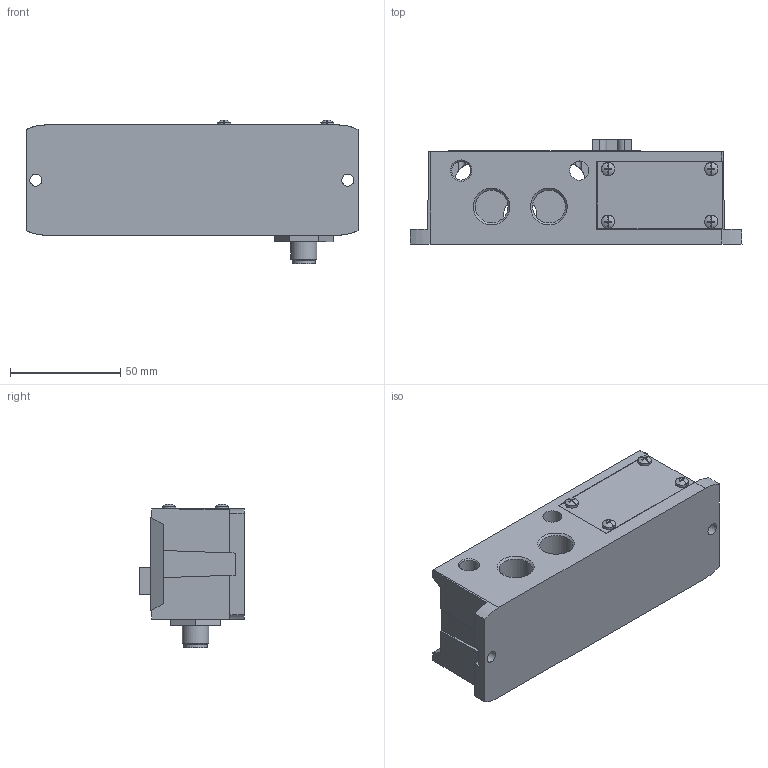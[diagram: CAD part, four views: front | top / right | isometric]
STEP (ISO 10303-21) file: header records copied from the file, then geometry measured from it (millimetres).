
FILE_DESCRIPTION(/* description */ ('STEP AP214'),/* implementation_level */ '2;1');
FILE_NAME(/* name */ '546104_VABS-S2-1S-G38-B-R3',/* time_stamp */ '2024-09-16T03:22:26+02:00',/* author */ ('License CC BY-ND 4.0'),/* organization */ ('CADENAS'),/* preprocessor_version */ 'ST-DEVELOPER v19.3',/* originating_system */ 'PARTsolutions',/* authorisation */ ' ');
FILE_SCHEMA (('AUTOMOTIVE_DESIGN {1 0 10303 214 3 1 1}'));
Length unit declared in the file: millimetre
Products named in the file (1): 546104 VABS-S2-1S-G38-B-R3
Bounding box: 150.6 x 47.5 x 65.19 mm (x, y, z)
Volume: 245729.3 mm3; surface area: 44364.8 mm2
Topology: 1 solids, 1 shells, 219 faces, 607 edges, 403 vertices
Faces by surface type: plane 145, cylinder 55, cone 11, sphere 8
Full cylindrical faces by diameter (mm): 4.134 x4, 5.2 x5, 5.5 x2, 6 x4, 8.566 x1, 8.75 x1, 10.5 x1, 12 x1, 14.95 x5
Entity records: 6836 total; most frequent: CARTESIAN_POINT 1237, DIRECTION 1180, ORIENTED_EDGE 1108, EDGE_CURVE 554, AXIS2_PLACEMENT_3D 416, VERTEX_POINT 385, LINE 348, VECTOR 348
